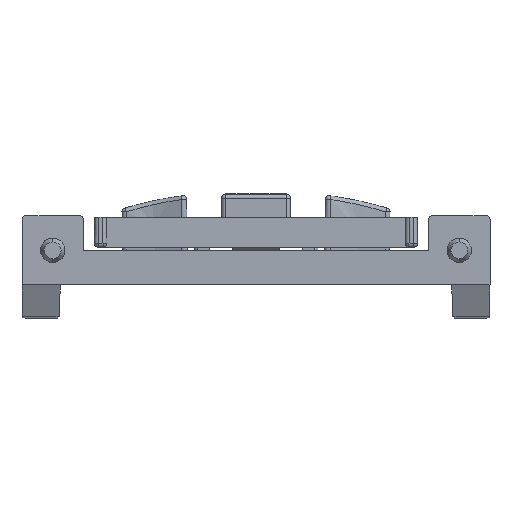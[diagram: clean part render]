
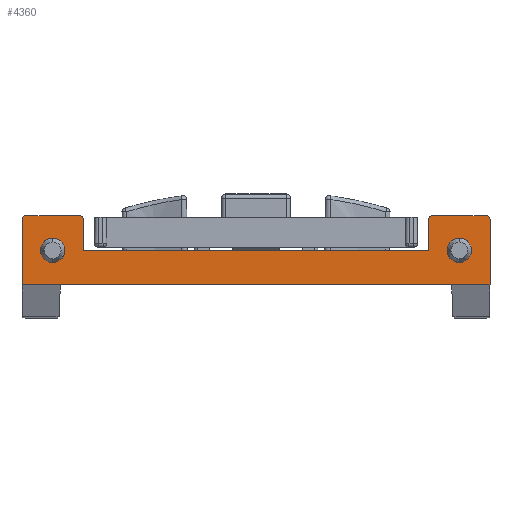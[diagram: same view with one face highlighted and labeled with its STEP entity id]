
A CAD part, front view. The second image highlights one B-rep face of the part: STEP entity #4360.
In plain terms, the highlighted planar face has unit normal (0, -1, 0).
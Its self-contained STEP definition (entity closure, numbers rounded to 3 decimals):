
#2546=B_SPLINE_CURVE_WITH_KNOTS('',3,(#11120,#11121,#11122,#11123),
 .UNSPECIFIED.,.F.,.F.,(4,4),(0.,1.),.UNSPECIFIED.);
#2547=B_SPLINE_CURVE_WITH_KNOTS('',3,(#11127,#11128,#11129,#11130),
 .UNSPECIFIED.,.F.,.F.,(4,4),(0.,1.),.UNSPECIFIED.);
#2548=B_SPLINE_CURVE_WITH_KNOTS('',3,(#11138,#11139,#11140,#11141),
 .UNSPECIFIED.,.F.,.F.,(4,4),(0.,1.),.UNSPECIFIED.);
#2549=B_SPLINE_CURVE_WITH_KNOTS('',3,(#11145,#11146,#11147,#11148),
 .UNSPECIFIED.,.F.,.F.,(4,4),(0.,1.),.UNSPECIFIED.);
#3167=LINE('',#11109,#3765);
#3168=LINE('',#11112,#3766);
#3169=LINE('',#11114,#3767);
#3170=LINE('',#11116,#3768);
#3171=LINE('',#11118,#3769);
#3172=LINE('',#11125,#3770);
#3173=LINE('',#11132,#3771);
#3174=LINE('',#11134,#3772);
#3175=LINE('',#11136,#3773);
#3176=LINE('',#11143,#3774);
#3765=VECTOR('',#9352,1.);
#3766=VECTOR('',#9353,1.);
#3767=VECTOR('',#9354,1.);
#3768=VECTOR('',#9355,1.);
#3769=VECTOR('',#9356,1.);
#3770=VECTOR('',#9357,1.);
#3771=VECTOR('',#9358,1.);
#3772=VECTOR('',#9359,1.);
#3773=VECTOR('',#9360,1.);
#3774=VECTOR('',#9361,1.);
#4360=ADVANCED_FACE('25',(#4870,#4871,#4872),#4699,.F.);
#4699=PLANE('',#8786);
#4870=FACE_BOUND('',#4912,.T.);
#4871=FACE_BOUND('',#4913,.T.);
#4872=FACE_BOUND('',#4914,.T.);
#4912=EDGE_LOOP('',(#5367,#5368,#5369,#5370,#5371,#5372,#5373,#5374,#5375,
#5376,#5377,#5378,#5379,#5380));
#4913=EDGE_LOOP('',(#5381,#5382));
#4914=EDGE_LOOP('',(#5383,#5384));
#5367=ORIENTED_EDGE('',*,*,#7730,.F.);
#5368=ORIENTED_EDGE('',*,*,#7731,.F.);
#5369=ORIENTED_EDGE('',*,*,#7732,.F.);
#5370=ORIENTED_EDGE('',*,*,#7733,.T.);
#5371=ORIENTED_EDGE('',*,*,#7734,.T.);
#5372=ORIENTED_EDGE('',*,*,#7735,.T.);
#5373=ORIENTED_EDGE('',*,*,#7736,.T.);
#5374=ORIENTED_EDGE('',*,*,#7737,.T.);
#5375=ORIENTED_EDGE('',*,*,#7738,.F.);
#5376=ORIENTED_EDGE('',*,*,#7739,.T.);
#5377=ORIENTED_EDGE('',*,*,#7740,.F.);
#5378=ORIENTED_EDGE('',*,*,#7741,.T.);
#5379=ORIENTED_EDGE('',*,*,#7742,.F.);
#5380=ORIENTED_EDGE('',*,*,#7743,.T.);
#5381=ORIENTED_EDGE('',*,*,#7744,.F.);
#5382=ORIENTED_EDGE('',*,*,#7745,.F.);
#5383=ORIENTED_EDGE('',*,*,#7746,.F.);
#5384=ORIENTED_EDGE('',*,*,#7747,.F.);
#7131=VERTEX_POINT('',#11110);
#7132=VERTEX_POINT('',#11111);
#7133=VERTEX_POINT('',#11113);
#7134=VERTEX_POINT('',#11115);
#7135=VERTEX_POINT('',#11117);
#7136=VERTEX_POINT('',#11119);
#7137=VERTEX_POINT('',#11124);
#7138=VERTEX_POINT('',#11126);
#7139=VERTEX_POINT('',#11131);
#7140=VERTEX_POINT('',#11133);
#7141=VERTEX_POINT('',#11135);
#7142=VERTEX_POINT('',#11137);
#7143=VERTEX_POINT('',#11142);
#7144=VERTEX_POINT('',#11144);
#7145=VERTEX_POINT('',#11150);
#7146=VERTEX_POINT('',#11151);
#7147=VERTEX_POINT('',#11154);
#7148=VERTEX_POINT('',#11155);
#7730=EDGE_CURVE('19688',#7131,#7132,#3167,.T.);
#7731=EDGE_CURVE('11212',#7133,#7131,#3168,.T.);
#7732=EDGE_CURVE('11215',#7134,#7133,#3169,.T.);
#7733=EDGE_CURVE('11207',#7134,#7135,#3170,.T.);
#7734=EDGE_CURVE('19685',#7135,#7136,#3171,.T.);
#7735=EDGE_CURVE('19683',#7136,#7137,#2546,.T.);
#7736=EDGE_CURVE('19686',#7137,#7138,#3172,.T.);
#7737=EDGE_CURVE('19679',#7138,#7139,#2547,.T.);
#7738=EDGE_CURVE('19690',#7140,#7139,#3173,.T.);
#7739=EDGE_CURVE('',#7140,#7141,#3174,.T.);
#7740=EDGE_CURVE('19689',#7142,#7141,#3175,.T.);
#7741=EDGE_CURVE('19675',#7142,#7143,#2548,.T.);
#7742=EDGE_CURVE('19687',#7144,#7143,#3176,.T.);
#7743=EDGE_CURVE('19669',#7144,#7132,#2549,.T.);
#7744=EDGE_CURVE('2838',#7145,#7146,#8604,.T.);
#7745=EDGE_CURVE('2844',#7146,#7145,#8605,.T.);
#7746=EDGE_CURVE('2850',#7147,#7148,#8606,.T.);
#7747=EDGE_CURVE('2856',#7148,#7147,#8607,.T.);
#8604=CIRCLE('',#8782,1.6);
#8605=CIRCLE('',#8783,1.6);
#8606=CIRCLE('',#8784,1.6);
#8607=CIRCLE('',#8785,1.6);
#8782=AXIS2_PLACEMENT_3D('',#11149,#9362,#9363);
#8783=AXIS2_PLACEMENT_3D('',#11152,#9364,#9365);
#8784=AXIS2_PLACEMENT_3D('',#11153,#9366,#9367);
#8785=AXIS2_PLACEMENT_3D('',#11156,#9368,#9369);
#8786=AXIS2_PLACEMENT_3D('',#11157,#9370,#9371);
#9352=DIRECTION('',(0.,0.,1.));
#9353=DIRECTION('',(-1.,0.,0.));
#9354=DIRECTION('',(-1.,0.,0.));
#9355=DIRECTION('',(1.,0.,0.));
#9356=DIRECTION('',(0.,0.,1.));
#9357=DIRECTION('',(-1.,0.,0.));
#9358=DIRECTION('',(0.,0.,1.));
#9359=DIRECTION('',(-1.,0.,0.));
#9360=DIRECTION('',(0.,0.,-1.));
#9361=DIRECTION('',(1.,0.,0.));
#9362=DIRECTION('',(0.,-1.,0.));
#9363=DIRECTION('',(-1.,0.,0.));
#9364=DIRECTION('',(0.,-1.,0.));
#9365=DIRECTION('',(1.,0.,0.));
#9366=DIRECTION('',(0.,-1.,0.));
#9367=DIRECTION('',(-1.,0.,0.));
#9368=DIRECTION('',(0.,-1.,0.));
#9369=DIRECTION('',(1.,0.,0.));
#9370=DIRECTION('',(0.,1.,0.));
#9371=DIRECTION('',(0.,0.,1.));
#11109=CARTESIAN_POINT('',(0.,1.559,4.362));
#11110=CARTESIAN_POINT('',(0.,1.559,4.362));
#11111=CARTESIAN_POINT('',(0.,1.559,12.862));
#11112=CARTESIAN_POINT('',(5.,1.559,4.362));
#11113=CARTESIAN_POINT('',(5.,1.559,4.362));
#11114=CARTESIAN_POINT('',(56.,1.559,4.362));
#11115=CARTESIAN_POINT('',(56.,1.559,4.362));
#11116=CARTESIAN_POINT('',(56.,1.559,4.362));
#11117=CARTESIAN_POINT('',(61.,1.559,4.362));
#11118=CARTESIAN_POINT('',(61.,1.559,4.362));
#11119=CARTESIAN_POINT('',(61.,1.559,12.862));
#11120=CARTESIAN_POINT('',(61.,1.559,12.862));
#11121=CARTESIAN_POINT('',(61.,1.559,13.15));
#11122=CARTESIAN_POINT('',(60.794,1.559,13.362));
#11123=CARTESIAN_POINT('',(60.5,1.559,13.362));
#11124=CARTESIAN_POINT('',(60.5,1.559,13.362));
#11125=CARTESIAN_POINT('',(60.5,1.559,13.362));
#11126=CARTESIAN_POINT('',(53.5,1.559,13.362));
#11127=CARTESIAN_POINT('',(53.5,1.559,13.362));
#11128=CARTESIAN_POINT('',(53.212,1.559,13.362));
#11129=CARTESIAN_POINT('',(53.,1.559,13.156));
#11130=CARTESIAN_POINT('',(53.,1.559,12.862));
#11131=CARTESIAN_POINT('',(53.,1.559,12.862));
#11132=CARTESIAN_POINT('',(53.,1.559,8.862));
#11133=CARTESIAN_POINT('',(53.,1.559,8.862));
#11134=CARTESIAN_POINT('',(53.,1.559,8.862));
#11135=CARTESIAN_POINT('',(8.,1.559,8.862));
#11136=CARTESIAN_POINT('',(8.,1.559,12.862));
#11137=CARTESIAN_POINT('',(8.,1.559,12.862));
#11138=CARTESIAN_POINT('',(8.,1.559,12.862));
#11139=CARTESIAN_POINT('',(8.,1.559,13.15));
#11140=CARTESIAN_POINT('',(7.794,1.559,13.362));
#11141=CARTESIAN_POINT('',(7.5,1.559,13.362));
#11142=CARTESIAN_POINT('',(7.5,1.559,13.362));
#11143=CARTESIAN_POINT('',(0.5,1.559,13.362));
#11144=CARTESIAN_POINT('',(0.5,1.559,13.362));
#11145=CARTESIAN_POINT('',(0.5,1.559,13.362));
#11146=CARTESIAN_POINT('',(0.212,1.559,13.362));
#11147=CARTESIAN_POINT('',(0.,1.559,13.156));
#11148=CARTESIAN_POINT('',(0.,1.559,12.862));
#11149=CARTESIAN_POINT('',(57.,1.559,8.862));
#11150=CARTESIAN_POINT('',(55.4,1.559,8.862));
#11151=CARTESIAN_POINT('',(58.6,1.559,8.862));
#11152=CARTESIAN_POINT('',(57.,1.559,8.862));
#11153=CARTESIAN_POINT('',(4.,1.559,8.862));
#11154=CARTESIAN_POINT('',(2.4,1.559,8.862));
#11155=CARTESIAN_POINT('',(5.6,1.559,8.862));
#11156=CARTESIAN_POINT('',(4.,1.559,8.862));
#11157=CARTESIAN_POINT('',(30.5,1.559,4.362));
